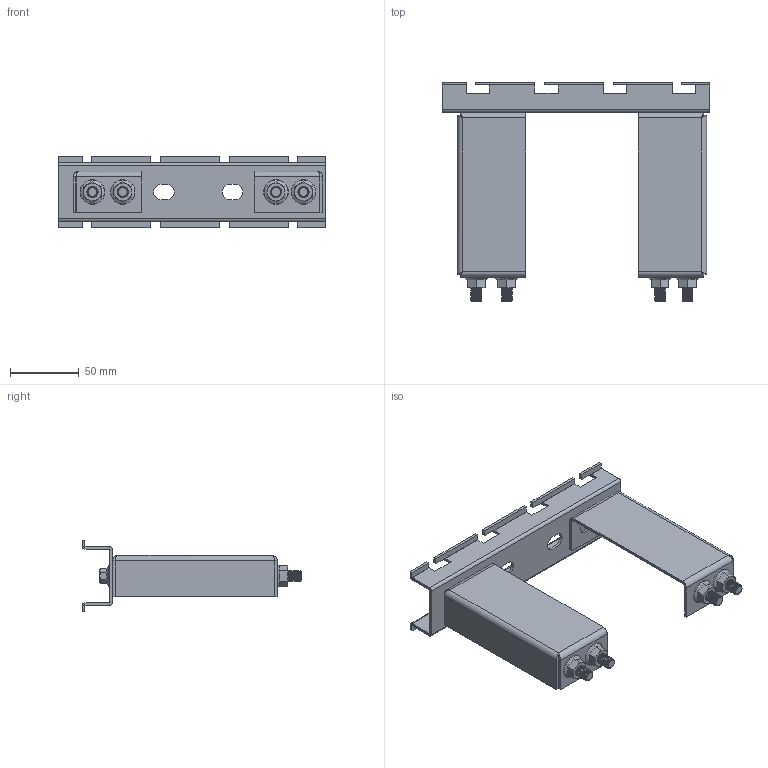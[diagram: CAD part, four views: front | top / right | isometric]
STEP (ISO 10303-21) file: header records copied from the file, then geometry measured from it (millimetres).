
FILE_DESCRIPTION (( 'STEP AP203' ), '1' );
FILE_NAME ('00406500.STEP', '2021-07-08T03:18:54', ( '' ), ( '' ), 'SwSTEP 2.0', 'SolidWorks 2020', '' );
FILE_SCHEMA (( 'CONFIG_CONTROL_DESIGN' ));
Products named in the file (1): 00406500
Bounding box: 195 x 160 x 52 mm (x, y, z)
Volume: 91688.8 mm3; surface area: 94755.2 mm2
Topology: 15 solids, 15 shells, 774 faces, 1980 edges, 1242 vertices
Faces by surface type: cylinder 318, plane 250, cone 150, bspline 32, torus 24
Entity records: 38915 total; most frequent: CARTESIAN_POINT 22207, ORIENTED_EDGE 3960, DIRECTION 2936, EDGE_CURVE 1980, VERTEX_POINT 1242, AXIS2_PLACEMENT_3D 1069, EDGE_LOOP 816, LINE 798
